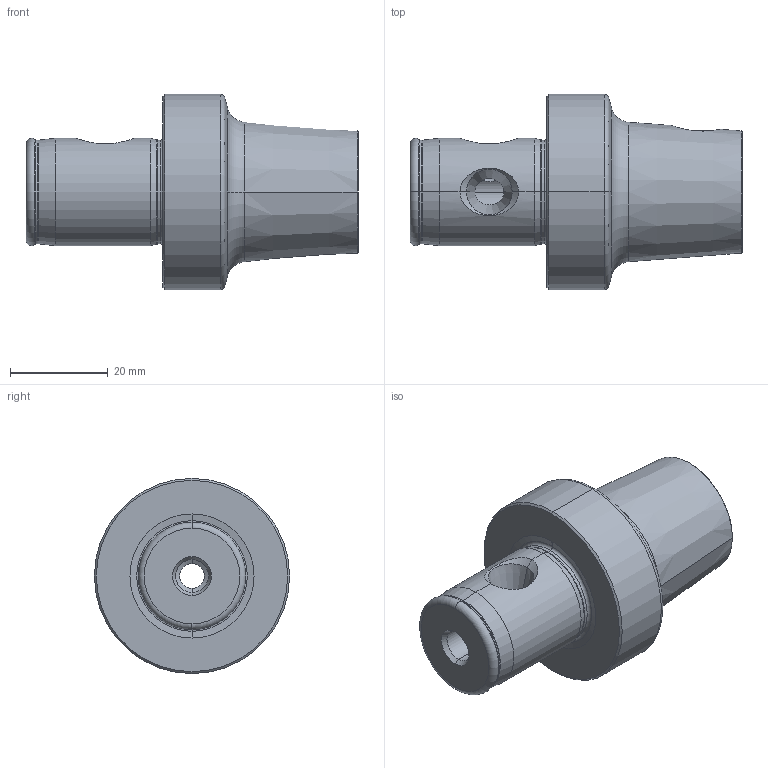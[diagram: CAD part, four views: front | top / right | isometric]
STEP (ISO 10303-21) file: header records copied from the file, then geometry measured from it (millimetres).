
FILE_DESCRIPTION (( 'STEP AP203' ), '1' );
FILE_NAME ('A84.040.025.040.STEP', '2018-03-13T14:16:04', ( 'SWIAdmin' ), ( 'Hewlett-Packard Company' ), 'SwSTEP 2.0', 'SolidWorks 2017', '' );
FILE_SCHEMA (( 'CONFIG_CONTROL_DESIGN' ));
Length unit declared in the file: millimetre
Products named in the file (3): WH4-WH2.K01.040_B; A84.040.025.040; WH2-ER1.001.010
Assembly tree (2 placements, depth 2):
  A84.040.025.040
    WH4-WH2.K01.040_B
    WH2-ER1.001.010
Bounding box: 68 x 40 x 40 mm (x, y, z)
Volume: 37613.3 mm3; surface area: 10236.2 mm2
Topology: 2 solids, 2 shells, 87 faces, 197 edges, 112 vertices
Faces by surface type: cone 34, torus 22, cylinder 18, plane 13
Entity records: 3099 total; most frequent: CARTESIAN_POINT 806, DIRECTION 466, ORIENTED_EDGE 394, EDGE_CURVE 197, AXIS2_PLACEMENT_3D 196, VERTEX_POINT 112, CIRCLE 104, EDGE_LOOP 93
